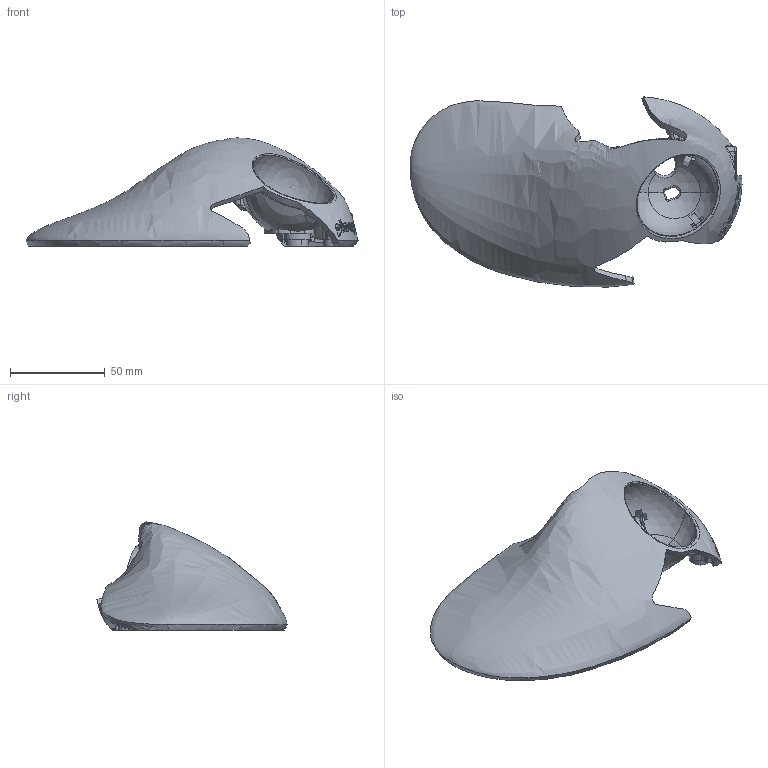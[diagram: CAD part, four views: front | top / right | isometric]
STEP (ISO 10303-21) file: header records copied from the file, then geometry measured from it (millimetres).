
FILE_DESCRIPTION (( 'STEP AP203' ), '1' );
FILE_NAME ('', '', ( '' ), ( '' ), '', '', '' );
FILE_SCHEMA (( 'CONFIG_CONTROL_DESIGN' ));
Products named in the file (1): Top-REVD
Bounding box: 175.3 x 100.44 x 57.1 mm (x, y, z)
Volume: 65168.1 mm3; surface area: 43943.6 mm2
Topology: 1 solids, 1 shells, 610 faces, 1688 edges, 1095 vertices
Faces by surface type: bspline 281, cylinder 155, plane 132, torus 20, cone 16, sphere 6
Entity records: 85413 total; most frequent: CARTESIAN_POINT 72234, ORIENTED_EDGE 3358, DIRECTION 1746, EDGE_CURVE 1679, VERTEX_POINT 1091, B_SPLINE_CURVE_WITH_KNOTS 862, AXIS2_PLACEMENT_3D 640, EDGE_LOOP 636
